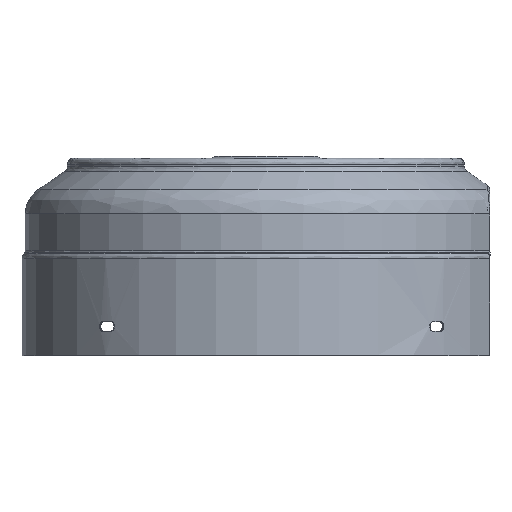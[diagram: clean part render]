
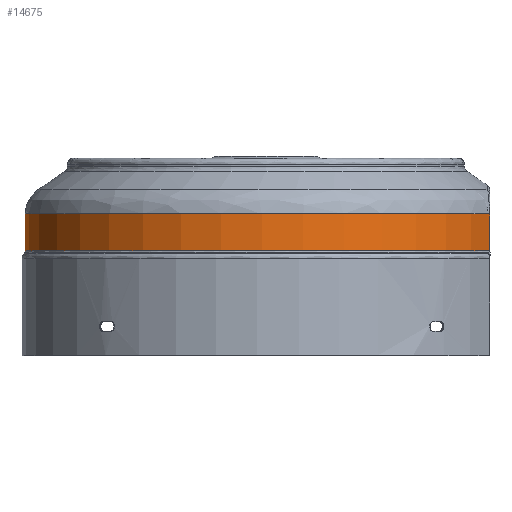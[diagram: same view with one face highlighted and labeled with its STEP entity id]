
A CAD part, front view. The second image highlights one B-rep face of the part: STEP entity #14675.
In plain terms, the highlighted cylindrical face has radius 115.722 mm (diameter 231.445 mm), a partial arc.
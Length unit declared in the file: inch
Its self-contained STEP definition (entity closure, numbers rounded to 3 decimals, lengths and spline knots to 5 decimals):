
#1194 = VECTOR ( 'NONE', #4026, 39.37008 ) ;
#2944 = AXIS2_PLACEMENT_3D ( 'NONE', #19149, #14870, #10325 ) ;
#3540 = EDGE_CURVE ( 'NONE', #21155, #26603, #10794, .T. ) ;
#3551 = CARTESIAN_POINT ( 'NONE',  ( 4.79472, 0., 4.556 ) ) ;
#4006 = DIRECTION ( 'NONE',  ( -1., 0., 0. ) ) ;
#4026 = DIRECTION ( 'NONE',  ( 1., 0., 0. ) ) ;
#5634 = CARTESIAN_POINT ( 'NONE',  ( 0.73492, -1.68752, -4.23196 ) ) ;
#6100 = CYLINDRICAL_SURFACE ( 'NONE', #13851, 4.556 ) ;
#7596 = CARTESIAN_POINT ( 'NONE',  ( 0.04123, -1.68752, -4.23196 ) ) ;
#7919 = VERTEX_POINT ( 'NONE', #19650 ) ;
#9187 = CARTESIAN_POINT ( 'NONE',  ( 4.79472, -1.68752, -4.23196 ) ) ;
#9994 = EDGE_CURVE ( 'NONE', #21155, #7919, #17437, .T. ) ;
#10196 = ORIENTED_EDGE ( 'NONE', *, *, #3540, .F. ) ;
#10325 = DIRECTION ( 'NONE',  ( 0., 0., 1. ) ) ;
#10794 = LINE ( 'NONE', #9187, #16670 ) ;
#11826 = CIRCLE ( 'NONE', #2944, 4.556 ) ;
#13038 = CARTESIAN_POINT ( 'NONE',  ( 4.79472, 0., 0. ) ) ;
#13851 = AXIS2_PLACEMENT_3D ( 'NONE', #13038, #21764, #19631 ) ;
#14675 = ADVANCED_FACE ( 'NONE', ( #24514 ), #6100, .T. ) ;
#14870 = DIRECTION ( 'NONE',  ( 1., 0., 0. ) ) ;
#16670 = VECTOR ( 'NONE', #25510, 39.37008 ) ;
#16783 = VERTEX_POINT ( 'NONE', #17905 ) ;
#17437 = CIRCLE ( 'NONE', #18054, 4.556 ) ;
#17757 = ORIENTED_EDGE ( 'NONE', *, *, #18089, .T. ) ;
#17905 = CARTESIAN_POINT ( 'NONE',  ( 0.04123, 0., 4.556 ) ) ;
#18054 = AXIS2_PLACEMENT_3D ( 'NONE', #21842, #4006, #28509 ) ;
#18089 = EDGE_CURVE ( 'NONE', #16783, #26603, #11826, .T. ) ;
#19149 = CARTESIAN_POINT ( 'NONE',  ( 0.04123, 0., 0. ) ) ;
#19224 = LINE ( 'NONE', #3551, #1194 ) ;
#19631 = DIRECTION ( 'NONE',  ( 0., 0., 1. ) ) ;
#19650 = CARTESIAN_POINT ( 'NONE',  ( 0.73492, 0., 4.556 ) ) ;
#21155 = VERTEX_POINT ( 'NONE', #5634 ) ;
#21643 = ORIENTED_EDGE ( 'NONE', *, *, #9994, .T. ) ;
#21764 = DIRECTION ( 'NONE',  ( 1., 0., 0. ) ) ;
#21842 = CARTESIAN_POINT ( 'NONE',  ( 0.73492, 0., 0. ) ) ;
#22320 = EDGE_CURVE ( 'NONE', #16783, #7919, #19224, .T. ) ;
#24514 = FACE_OUTER_BOUND ( 'NONE', #27014, .T. ) ;
#25510 = DIRECTION ( 'NONE',  ( -1., 0., 0. ) ) ;
#25861 = ORIENTED_EDGE ( 'NONE', *, *, #22320, .F. ) ;
#26603 = VERTEX_POINT ( 'NONE', #7596 ) ;
#27014 = EDGE_LOOP ( 'NONE', ( #25861, #17757, #10196, #21643 ) ) ;
#28509 = DIRECTION ( 'NONE',  ( 0., 0., 1. ) ) ;
